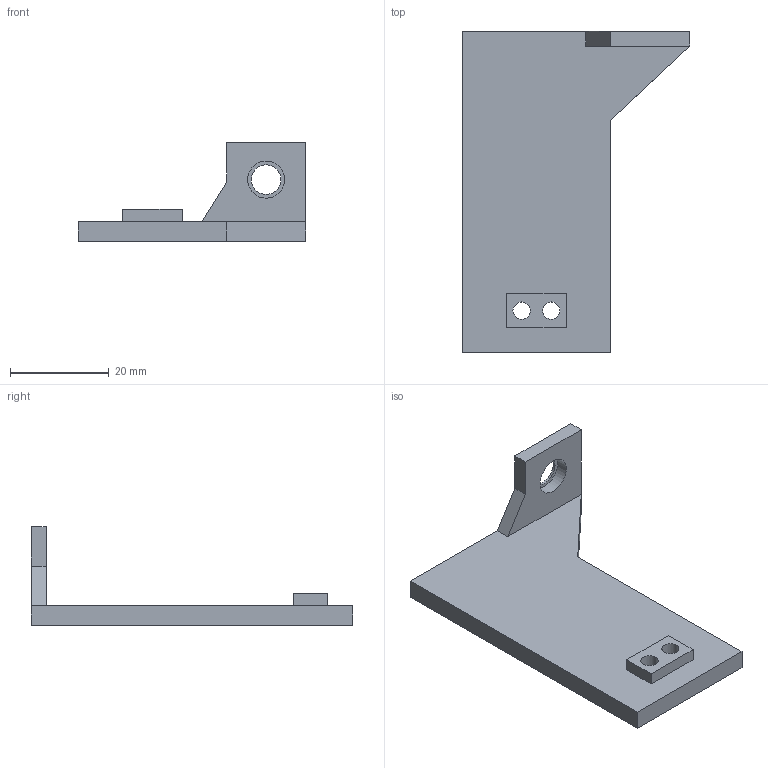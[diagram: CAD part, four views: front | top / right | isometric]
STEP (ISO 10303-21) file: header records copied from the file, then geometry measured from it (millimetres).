
FILE_DESCRIPTION(/* description */ (''),/* implementation_level */ '2;1');
FILE_NAME(/* name */ 'Load Cell Tester.step',/* time_stamp */ '2025-09-20T13:09:07-07:00',/* author */ (''),/* organization */ (''),/* preprocessor_version */ 'ST-DEVELOPER v20.1',/* originating_system */ 'Autodesk Translation Framework v14.17.0.0',/* authorisation */ '');
FILE_SCHEMA (('AUTOMOTIVE_DESIGN { 1 0 10303 214 3 1 1 }'));
Length unit declared in the file: millimetre
Products named in the file (1): Load Cell Tester
Bounding box: 46 x 65 x 20 mm (x, y, z)
Volume: 9131 mm3; surface area: 5974.2 mm2
Topology: 1 solids, 1 shells, 33 faces, 83 edges, 55 vertices
Faces by surface type: plane 29, cylinder 4
Full cylindrical faces by diameter (mm): 3.5 x2, 6 x1, 7.5 x1
Entity records: 1022 total; most frequent: CARTESIAN_POINT 172, ORIENTED_EDGE 166, DIRECTION 159, EDGE_CURVE 83, LINE 75, VECTOR 75, VERTEX_POINT 55, EDGE_LOOP 42
